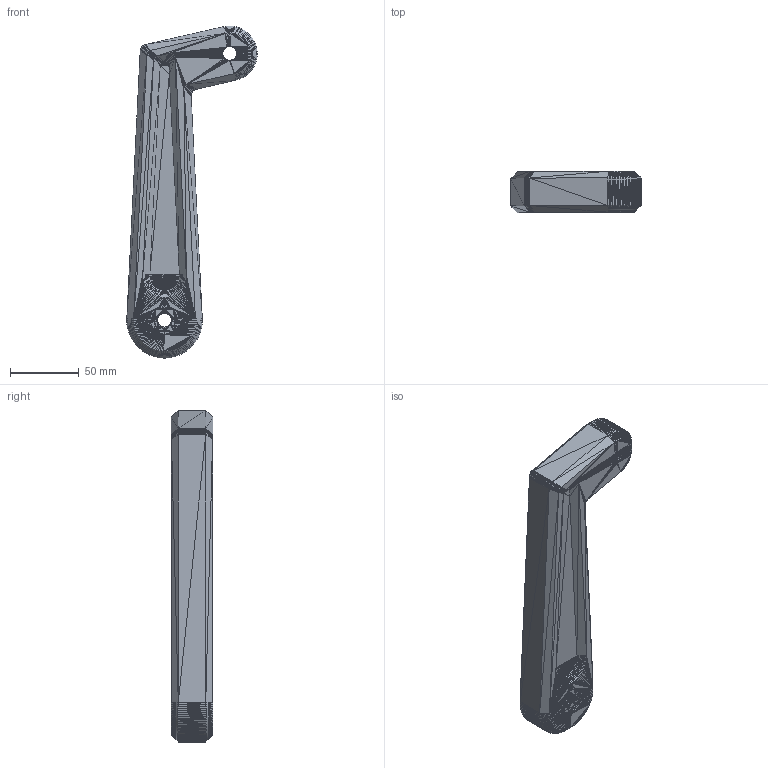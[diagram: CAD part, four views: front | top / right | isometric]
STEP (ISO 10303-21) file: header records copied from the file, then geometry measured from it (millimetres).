
FILE_DESCRIPTION((''),'2;1');
FILE_NAME('Arm A', '2026-01-31T14:29:18', (''), (''), 'ImageToStl.com STEP Converter','', '');
FILE_SCHEMA(('AUTOMOTIVE_DESIGN_CC2'));
Length unit declared in the file: metre
Products named in the file (1): product0
Bounding box: 95 x 30 x 241.77 mm (x, y, z)
Surface area: 43012 mm2 (no closed solid volume)
Topology: 0 solids, 4120 shells, 4120 faces, 12360 edges, 2058 vertices
Faces by surface type: plane 4120
Entity records: 94784 total; most frequent: DIRECTION 20602, ORIENTED_EDGE 12360, EDGE_CURVE 12360, LINE 12360, VECTOR 12360, AXIS2_PLACEMENT_3D 4121, FACE_SURFACE 4120, PLANE 4120
